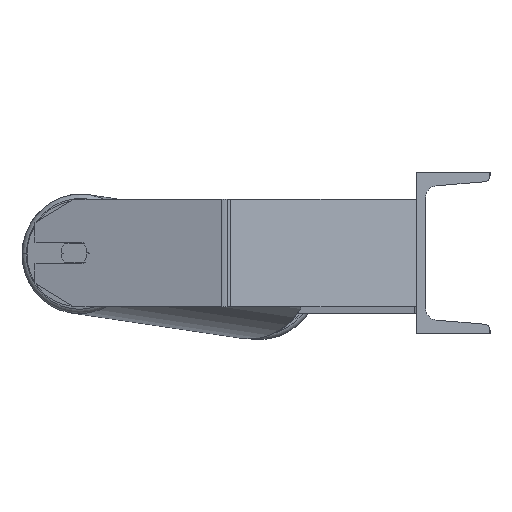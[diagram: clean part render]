
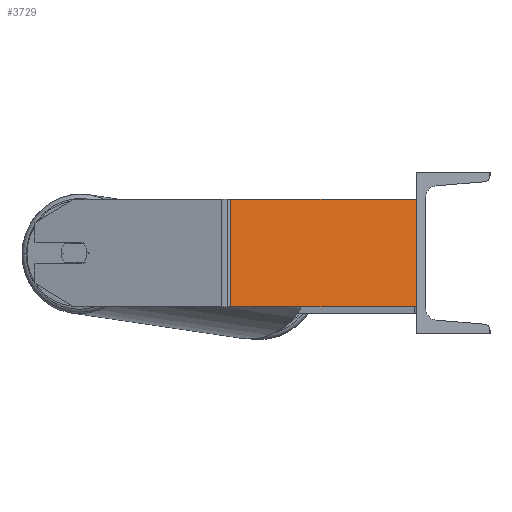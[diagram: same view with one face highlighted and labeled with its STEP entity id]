
A CAD part, left-side view. The second image highlights one B-rep face of the part: STEP entity #3729.
In plain terms, the highlighted planar face has unit normal (-0.985, -0.174, 0).
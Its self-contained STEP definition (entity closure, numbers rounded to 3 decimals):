
#101 = LINE ( 'NONE', #3054, #8470 ) ;
#113 = CARTESIAN_POINT ( 'NONE',  ( -809.896, 141.19, 40. ) ) ;
#559 = EDGE_CURVE ( 'NONE', #8903, #7112, #7364, .T. ) ;
#692 = ORIENTED_EDGE ( 'NONE', *, *, #7376, .F. ) ;
#857 = LINE ( 'NONE', #113, #8299 ) ;
#1545 = DIRECTION ( 'NONE',  ( 0., 0., -1. ) ) ;
#1717 = CARTESIAN_POINT ( 'NONE',  ( -809.896, 141.19, -40. ) ) ;
#2177 = VERTEX_POINT ( 'NONE', #5136 ) ;
#2231 = CARTESIAN_POINT ( 'NONE',  ( -809.28, 137.696, -40. ) ) ;
#2287 = DIRECTION ( 'NONE',  ( 0.174, -0.985, 0. ) ) ;
#2409 = DIRECTION ( 'NONE',  ( 0.174, -0.985, 0. ) ) ;
#2533 = ORIENTED_EDGE ( 'NONE', *, *, #4127, .F. ) ;
#3015 = EDGE_CURVE ( 'NONE', #6371, #8903, #101, .T. ) ;
#3054 = CARTESIAN_POINT ( 'NONE',  ( -809.28, 137.696, 40. ) ) ;
#3647 = PLANE ( 'NONE',  #8843 ) ;
#3729 = ADVANCED_FACE ( 'NONE', ( #6474 ), #3647, .F. ) ;
#4127 = EDGE_CURVE ( 'NONE', #2177, #7112, #4985, .T. ) ;
#4985 = LINE ( 'NONE', #5770, #7685 ) ;
#5136 = CARTESIAN_POINT ( 'NONE',  ( -785., 0., 40. ) ) ;
#5635 = DIRECTION ( 'NONE',  ( 0., 0., -1. ) ) ;
#5770 = CARTESIAN_POINT ( 'NONE',  ( -785., 0., 40. ) ) ;
#6009 = CARTESIAN_POINT ( 'NONE',  ( -785., 0., -40. ) ) ;
#6300 = DIRECTION ( 'NONE',  ( 0.985, 0.174, 0. ) ) ;
#6371 = VERTEX_POINT ( 'NONE', #6395 ) ;
#6395 = CARTESIAN_POINT ( 'NONE',  ( -809.28, 137.696, 40. ) ) ;
#6474 = FACE_OUTER_BOUND ( 'NONE', #6719, .T. ) ;
#6719 = EDGE_LOOP ( 'NONE', ( #7510, #2533, #692, #9028 ) ) ;
#7112 = VERTEX_POINT ( 'NONE', #6009 ) ;
#7364 = LINE ( 'NONE', #1717, #8697 ) ;
#7376 = EDGE_CURVE ( 'NONE', #6371, #2177, #857, .T. ) ;
#7510 = ORIENTED_EDGE ( 'NONE', *, *, #559, .T. ) ;
#7685 = VECTOR ( 'NONE', #5635, 1000. ) ;
#7864 = DIRECTION ( 'NONE',  ( -0.174, 0.985, 0. ) ) ;
#8299 = VECTOR ( 'NONE', #2287, 1000. ) ;
#8456 = CARTESIAN_POINT ( 'NONE',  ( -809.896, 141.19, 40. ) ) ;
#8470 = VECTOR ( 'NONE', #1545, 1000. ) ;
#8697 = VECTOR ( 'NONE', #2409, 1000. ) ;
#8843 = AXIS2_PLACEMENT_3D ( 'NONE', #8456, #6300, #7864 ) ;
#8903 = VERTEX_POINT ( 'NONE', #2231 ) ;
#9028 = ORIENTED_EDGE ( 'NONE', *, *, #3015, .T. ) ;
